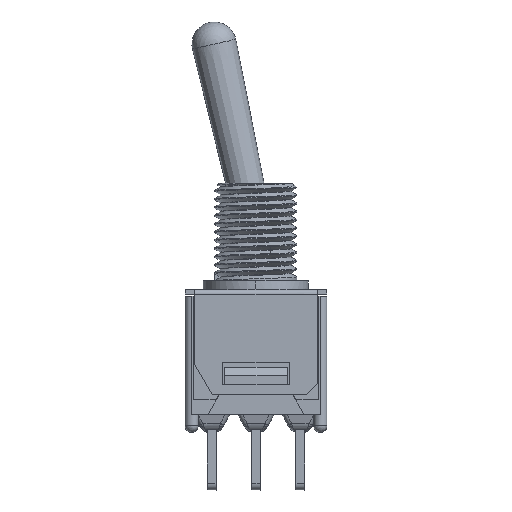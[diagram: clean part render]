
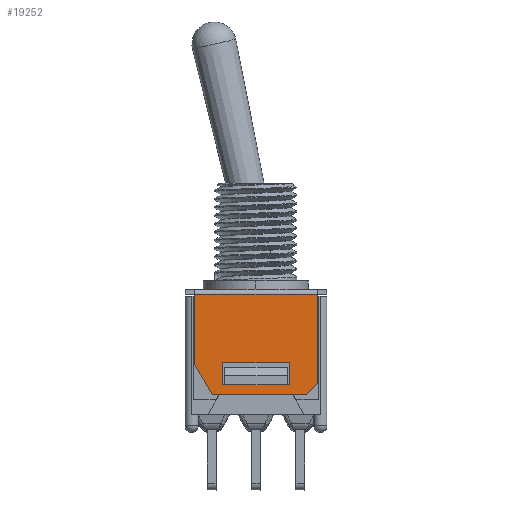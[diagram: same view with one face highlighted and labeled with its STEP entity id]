
A CAD part, top view. The second image highlights one B-rep face of the part: STEP entity #19252.
In plain terms, the highlighted planar face has unit normal (0, 0, 1).
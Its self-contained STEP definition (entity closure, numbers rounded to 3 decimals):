
#62 = CARTESIAN_POINT ( 'NONE',  ( 3.518, 5.144, 2.477 ) ) ;
#324 = CARTESIAN_POINT ( 'NONE',  ( 1.173, 5.144, 2.477 ) ) ;
#732 = FACE_OUTER_BOUND ( 'NONE', #18373, .T. ) ;
#932 = CARTESIAN_POINT ( 'NONE',  ( 1.905, -0.051, 2.477 ) ) ;
#1043 = B_SPLINE_CURVE_WITH_KNOTS ( 'NONE', 3,
 ( #23310, #15173, #23396, #12858 ),
 .UNSPECIFIED., .F., .F.,
 ( 4, 4 ),
 ( 0., 1. ),
 .UNSPECIFIED. ) ;
#1485 = EDGE_CURVE ( 'NONE', #20006, #2302, #17443, .T. ) ;
#1691 = ORIENTED_EDGE ( 'NONE', *, *, #5435, .T. ) ;
#2043 = CARTESIAN_POINT ( 'NONE',  ( 1.863, -0.051, 2.477 ) ) ;
#2089 = CARTESIAN_POINT ( 'NONE',  ( 3.518, 5.144, 2.477 ) ) ;
#2137 = CARTESIAN_POINT ( 'NONE',  ( 3.518, 0.013, 2.477 ) ) ;
#2302 = VERTEX_POINT ( 'NONE', #16128 ) ;
#2341 = CARTESIAN_POINT ( 'NONE',  ( 3.518, -0.622, 2.477 ) ) ;
#2388 = CARTESIAN_POINT ( 'NONE',  ( 3.518, 0.013, 2.477 ) ) ;
#2423 = EDGE_CURVE ( 'NONE', #19959, #17056, #3468, .T. ) ;
#3468 = B_SPLINE_CURVE_WITH_KNOTS ( 'NONE', 3,
 ( #14719, #4171, #324, #62 ),
 .UNSPECIFIED., .F., .F.,
 ( 4, 4 ),
 ( 0., 1. ),
 .UNSPECIFIED. ) ;
#3576 = FACE_BOUND ( 'NONE', #8062, .T. ) ;
#3667 = CARTESIAN_POINT ( 'NONE',  ( -1.905, 1.219, 2.477 ) ) ;
#3844 = CARTESIAN_POINT ( 'NONE',  ( -1.905, -0.051, 2.477 ) ) ;
#3996 = CARTESIAN_POINT ( 'NONE',  ( -0.593, -0.051, 2.477 ) ) ;
#4171 = CARTESIAN_POINT ( 'NONE',  ( -1.173, 5.144, 2.477 ) ) ;
#4421 = CARTESIAN_POINT ( 'NONE',  ( -1.82, -0.051, 2.477 ) ) ;
#4465 = ORIENTED_EDGE ( 'NONE', *, *, #14491, .F. ) ;
#5150 = ORIENTED_EDGE ( 'NONE', *, *, #24764, .F. ) ;
#5435 = EDGE_CURVE ( 'NONE', #22958, #26407, #20531, .T. ) ;
#6135 = CARTESIAN_POINT ( 'NONE',  ( -1.778, -0.051, 2.477 ) ) ;
#6292 = CARTESIAN_POINT ( 'NONE',  ( 3.518, 3.433, 2.477 ) ) ;
#6448 = PLANE ( 'NONE',  #18793 ) ;
#6787 = CARTESIAN_POINT ( 'NONE',  ( 2.883, -0.622, 2.477 ) ) ;
#6874 = CARTESIAN_POINT ( 'NONE',  ( -0.707, -0.622, 2.477 ) ) ;
#6969 = CARTESIAN_POINT ( 'NONE',  ( -2.502, -0.622, 2.477 ) ) ;
#7080 = VERTEX_POINT ( 'NONE', #21990 ) ;
#8062 = EDGE_LOOP ( 'NONE', ( #12615, #18963, #13421, #25531, #24451, #1691 ) ) ;
#8659 = B_SPLINE_CURVE_WITH_KNOTS ( 'NONE', 3,
 ( #2089, #6292, #24996, #14785 ),
 .UNSPECIFIED., .F., .F.,
 ( 4, 4 ),
 ( 0., 1. ),
 .UNSPECIFIED. ) ;
#8887 = ORIENTED_EDGE ( 'NONE', *, *, #14168, .F. ) ;
#9311 = CARTESIAN_POINT ( 'NONE',  ( -1.778, -0.051, 2.477 ) ) ;
#9329 = B_SPLINE_CURVE_WITH_KNOTS ( 'NONE', 3,
 ( #2388, #12690, #16727, #20726 ),
 .UNSPECIFIED., .F., .F.,
 ( 4, 4 ),
 ( 0., 1. ),
 .UNSPECIFIED. ) ;
#10177 = CARTESIAN_POINT ( 'NONE',  ( 0.593, -0.051, 2.477 ) ) ;
#10198 = CARTESIAN_POINT ( 'NONE',  ( 1.905, -0.051, 2.477 ) ) ;
#10467 = CARTESIAN_POINT ( 'NONE',  ( -2.502, -0.622, 2.477 ) ) ;
#10557 = CARTESIAN_POINT ( 'NONE',  ( -3.518, 1.137, 2.477 ) ) ;
#10591 = VERTEX_POINT ( 'NONE', #16290 ) ;
#11025 = EDGE_CURVE ( 'NONE', #19640, #26407, #24526, .T. ) ;
#11575 = EDGE_CURVE ( 'NONE', #23798, #10591, #14751, .T. ) ;
#11697 = CARTESIAN_POINT ( 'NONE',  ( -3.518, 3.808, 2.477 ) ) ;
#11855 = EDGE_CURVE ( 'NONE', #24559, #19640, #16124, .T. ) ;
#12352 = CARTESIAN_POINT ( 'NONE',  ( -1.905, 1.219, 2.477 ) ) ;
#12512 = EDGE_CURVE ( 'NONE', #10591, #24559, #1043, .T. ) ;
#12560 = B_SPLINE_CURVE_WITH_KNOTS ( 'NONE', 3,
 ( #10467, #20820, #20909, #10557 ),
 .UNSPECIFIED., .F., .F.,
 ( 4, 4 ),
 ( 0., 1. ),
 .UNSPECIFIED. ) ;
#12615 = ORIENTED_EDGE ( 'NONE', *, *, #11025, .F. ) ;
#12635 = DIRECTION ( 'NONE',  ( 0., -1., 0. ) ) ;
#12690 = CARTESIAN_POINT ( 'NONE',  ( 3.306, -0.199, 2.477 ) ) ;
#12858 = CARTESIAN_POINT ( 'NONE',  ( -1.905, 1.219, 2.477 ) ) ;
#13356 = CARTESIAN_POINT ( 'NONE',  ( 1.905, 0.373, 2.477 ) ) ;
#13421 = ORIENTED_EDGE ( 'NONE', *, *, #12512, .F. ) ;
#13736 = CARTESIAN_POINT ( 'NONE',  ( -3.518, 5.144, 2.477 ) ) ;
#13912 = CARTESIAN_POINT ( 'NONE',  ( 2.883, -0.622, 2.477 ) ) ;
#14168 = EDGE_CURVE ( 'NONE', #7080, #19959, #24775, .T. ) ;
#14479 = CARTESIAN_POINT ( 'NONE',  ( -1.905, -0.051, 2.477 ) ) ;
#14491 = EDGE_CURVE ( 'NONE', #17056, #16405, #8659, .T. ) ;
#14719 = CARTESIAN_POINT ( 'NONE',  ( -3.518, 5.144, 2.477 ) ) ;
#14751 = B_SPLINE_CURVE_WITH_KNOTS ( 'NONE', 3,
 ( #18731, #13356, #21402, #15143 ),
 .UNSPECIFIED., .F., .F.,
 ( 4, 4 ),
 ( 0., 1. ),
 .UNSPECIFIED. ) ;
#14785 = CARTESIAN_POINT ( 'NONE',  ( 3.518, 0.013, 2.477 ) ) ;
#15110 = CARTESIAN_POINT ( 'NONE',  ( 1.088, -0.622, 2.477 ) ) ;
#15143 = CARTESIAN_POINT ( 'NONE',  ( 1.905, 1.219, 2.477 ) ) ;
#15173 = CARTESIAN_POINT ( 'NONE',  ( 0.635, 1.219, 2.477 ) ) ;
#16124 = B_SPLINE_CURVE_WITH_KNOTS ( 'NONE', 3,
 ( #3667, #18179, #22281, #3844 ),
 .UNSPECIFIED., .F., .F.,
 ( 4, 4 ),
 ( 0., 1. ),
 .UNSPECIFIED. ) ;
#16128 = CARTESIAN_POINT ( 'NONE',  ( -2.502, -0.622, 2.477 ) ) ;
#16273 = ORIENTED_EDGE ( 'NONE', *, *, #1485, .F. ) ;
#16290 = CARTESIAN_POINT ( 'NONE',  ( 1.905, 1.219, 2.477 ) ) ;
#16405 = VERTEX_POINT ( 'NONE', #2137 ) ;
#16679 = DIRECTION ( 'NONE',  ( 0., 0., -1. ) ) ;
#16727 = CARTESIAN_POINT ( 'NONE',  ( 3.095, -0.411, 2.477 ) ) ;
#16952 = ORIENTED_EDGE ( 'NONE', *, *, #25850, .F. ) ;
#17056 = VERTEX_POINT ( 'NONE', #21343 ) ;
#17440 = CARTESIAN_POINT ( 'NONE',  ( -3.518, 5.144, 2.477 ) ) ;
#17443 = B_SPLINE_CURVE_WITH_KNOTS ( 'NONE', 3,
 ( #6787, #15110, #6874, #6969 ),
 .UNSPECIFIED., .F., .F.,
 ( 4, 4 ),
 ( 0., 1. ),
 .UNSPECIFIED. ) ;
#18179 = CARTESIAN_POINT ( 'NONE',  ( -1.905, 0.796, 2.477 ) ) ;
#18366 = CARTESIAN_POINT ( 'NONE',  ( 1.778, -0.051, 2.477 ) ) ;
#18373 = EDGE_LOOP ( 'NONE', ( #16952, #4465, #22861, #8887, #5150, #16273 ) ) ;
#18731 = CARTESIAN_POINT ( 'NONE',  ( 1.905, -0.051, 2.477 ) ) ;
#18793 = AXIS2_PLACEMENT_3D ( 'NONE', #2341, #16679, #12635 ) ;
#18963 = ORIENTED_EDGE ( 'NONE', *, *, #11855, .F. ) ;
#19252 = ADVANCED_FACE ( 'NONE', ( #732, #3576 ), #6448, .F. ) ;
#19640 = VERTEX_POINT ( 'NONE', #14479 ) ;
#19959 = VERTEX_POINT ( 'NONE', #13736 ) ;
#20006 = VERTEX_POINT ( 'NONE', #13912 ) ;
#20271 = B_SPLINE_CURVE_WITH_KNOTS ( 'NONE', 3,
 ( #26552, #26469, #2043, #10198 ),
 .UNSPECIFIED., .F., .F.,
 ( 4, 4 ),
 ( 0., 1. ),
 .UNSPECIFIED. ) ;
#20531 = B_SPLINE_CURVE_WITH_KNOTS ( 'NONE', 3,
 ( #22603, #10177, #3996, #6135 ),
 .UNSPECIFIED., .F., .F.,
 ( 4, 4 ),
 ( 0., 1. ),
 .UNSPECIFIED. ) ;
#20726 = CARTESIAN_POINT ( 'NONE',  ( 2.883, -0.622, 2.477 ) ) ;
#20820 = CARTESIAN_POINT ( 'NONE',  ( -2.841, -0.036, 2.477 ) ) ;
#20909 = CARTESIAN_POINT ( 'NONE',  ( -3.179, 0.551, 2.477 ) ) ;
#21343 = CARTESIAN_POINT ( 'NONE',  ( 3.518, 5.144, 2.477 ) ) ;
#21402 = CARTESIAN_POINT ( 'NONE',  ( 1.905, 0.796, 2.477 ) ) ;
#21781 = CARTESIAN_POINT ( 'NONE',  ( -3.518, 1.137, 2.477 ) ) ;
#21990 = CARTESIAN_POINT ( 'NONE',  ( -3.518, 1.137, 2.477 ) ) ;
#22281 = CARTESIAN_POINT ( 'NONE',  ( -1.905, 0.373, 2.477 ) ) ;
#22603 = CARTESIAN_POINT ( 'NONE',  ( 1.778, -0.051, 2.477 ) ) ;
#22681 = CARTESIAN_POINT ( 'NONE',  ( -1.905, -0.051, 2.477 ) ) ;
#22858 = CARTESIAN_POINT ( 'NONE',  ( -1.778, -0.051, 2.477 ) ) ;
#22861 = ORIENTED_EDGE ( 'NONE', *, *, #2423, .F. ) ;
#22958 = VERTEX_POINT ( 'NONE', #18366 ) ;
#23310 = CARTESIAN_POINT ( 'NONE',  ( 1.905, 1.219, 2.477 ) ) ;
#23396 = CARTESIAN_POINT ( 'NONE',  ( -0.635, 1.219, 2.477 ) ) ;
#23581 = CARTESIAN_POINT ( 'NONE',  ( -3.518, 2.473, 2.477 ) ) ;
#23798 = VERTEX_POINT ( 'NONE', #932 ) ;
#24451 = ORIENTED_EDGE ( 'NONE', *, *, #24633, .F. ) ;
#24526 = B_SPLINE_CURVE_WITH_KNOTS ( 'NONE', 3,
 ( #22681, #24741, #4421, #22858 ),
 .UNSPECIFIED., .F., .F.,
 ( 4, 4 ),
 ( 0., 1. ),
 .UNSPECIFIED. ) ;
#24559 = VERTEX_POINT ( 'NONE', #12352 ) ;
#24633 = EDGE_CURVE ( 'NONE', #22958, #23798, #20271, .T. ) ;
#24741 = CARTESIAN_POINT ( 'NONE',  ( -1.863, -0.051, 2.477 ) ) ;
#24764 = EDGE_CURVE ( 'NONE', #2302, #7080, #12560, .T. ) ;
#24775 = B_SPLINE_CURVE_WITH_KNOTS ( 'NONE', 3,
 ( #21781, #23581, #11697, #17440 ),
 .UNSPECIFIED., .F., .F.,
 ( 4, 4 ),
 ( 0., 1. ),
 .UNSPECIFIED. ) ;
#24996 = CARTESIAN_POINT ( 'NONE',  ( 3.518, 1.723, 2.477 ) ) ;
#25531 = ORIENTED_EDGE ( 'NONE', *, *, #11575, .F. ) ;
#25850 = EDGE_CURVE ( 'NONE', #16405, #20006, #9329, .T. ) ;
#26407 = VERTEX_POINT ( 'NONE', #9311 ) ;
#26469 = CARTESIAN_POINT ( 'NONE',  ( 1.82, -0.051, 2.477 ) ) ;
#26552 = CARTESIAN_POINT ( 'NONE',  ( 1.778, -0.051, 2.477 ) ) ;
